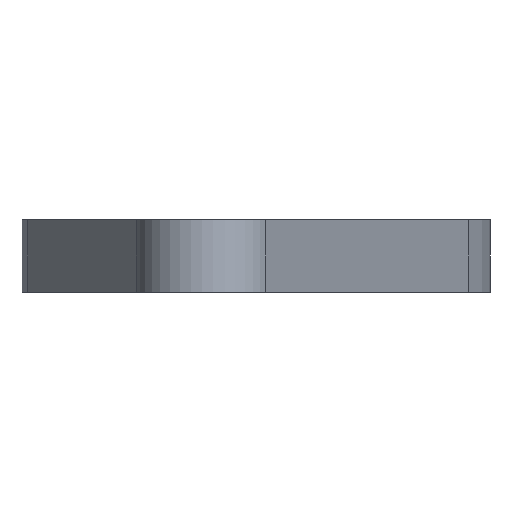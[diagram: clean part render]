
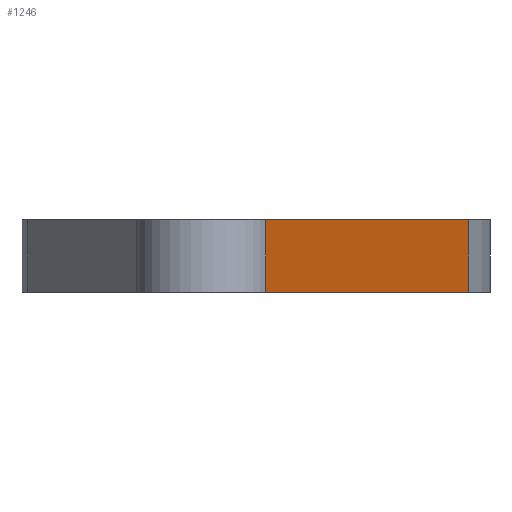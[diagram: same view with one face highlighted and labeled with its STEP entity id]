
A CAD part, left-side view. The second image highlights one B-rep face of the part: STEP entity #1246.
In plain terms, the highlighted planar face has unit normal (-0.422, -0.907, 0).
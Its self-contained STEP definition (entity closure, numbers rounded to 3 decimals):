
#308 = EDGE_CURVE ( 'NONE', #4415, #13726, #1341, .T. ) ;
#542 = VERTEX_POINT ( 'NONE', #2378 ) ;
#578 = EDGE_LOOP ( 'NONE', ( #14926, #10418, #6786, #14344 ) ) ;
#1167 = VECTOR ( 'NONE', #13939, 1000. ) ;
#1202 = DIRECTION ( 'NONE',  ( 0.907, -0.422, 0. ) ) ;
#1205 = DIRECTION ( 'NONE',  ( -0.422, -0.907, 0. ) ) ;
#1246 = ADVANCED_FACE ( 'NONE', ( #18910 ), #2843, .T. ) ;
#1341 = LINE ( 'NONE', #3718, #14493 ) ;
#2378 = CARTESIAN_POINT ( 'NONE',  ( -43.321, -1.661, -3. ) ) ;
#2843 = PLANE ( 'NONE',  #14960 ) ;
#3718 = CARTESIAN_POINT ( 'NONE',  ( -43.321, -1.661, 3. ) ) ;
#4100 = CARTESIAN_POINT ( 'NONE',  ( -43.321, -1.661, -3. ) ) ;
#4415 = VERTEX_POINT ( 'NONE', #10147 ) ;
#4614 = CARTESIAN_POINT ( 'NONE',  ( -43.321, -1.661, -3. ) ) ;
#6786 = ORIENTED_EDGE ( 'NONE', *, *, #25414, .F. ) ;
#8085 = VECTOR ( 'NONE', #22405, 1000. ) ;
#9329 = EDGE_CURVE ( 'NONE', #542, #22976, #20550, .T. ) ;
#10147 = CARTESIAN_POINT ( 'NONE',  ( -43.321, -1.661, 3. ) ) ;
#10418 = ORIENTED_EDGE ( 'NONE', *, *, #308, .F. ) ;
#11997 = CARTESIAN_POINT ( 'NONE',  ( -43.321, -1.661, -3. ) ) ;
#13116 = LINE ( 'NONE', #4100, #8085 ) ;
#13646 = CARTESIAN_POINT ( 'NONE',  ( -7.13, -18.504, 3. ) ) ;
#13726 = VERTEX_POINT ( 'NONE', #13646 ) ;
#13939 = DIRECTION ( 'NONE',  ( 0.907, -0.422, 0. ) ) ;
#14166 = DIRECTION ( 'NONE',  ( 0., 0., 1. ) ) ;
#14304 = CARTESIAN_POINT ( 'NONE',  ( -7.13, -18.504, -3. ) ) ;
#14344 = ORIENTED_EDGE ( 'NONE', *, *, #9329, .T. ) ;
#14493 = VECTOR ( 'NONE', #1202, 1000. ) ;
#14926 = ORIENTED_EDGE ( 'NONE', *, *, #26679, .T. ) ;
#14960 = AXIS2_PLACEMENT_3D ( 'NONE', #11997, #1205, #21886 ) ;
#18605 = CARTESIAN_POINT ( 'NONE',  ( -7.13, -18.504, -3. ) ) ;
#18805 = LINE ( 'NONE', #14304, #21601 ) ;
#18910 = FACE_OUTER_BOUND ( 'NONE', #578, .T. ) ;
#20550 = LINE ( 'NONE', #4614, #1167 ) ;
#21601 = VECTOR ( 'NONE', #14166, 1000. ) ;
#21886 = DIRECTION ( 'NONE',  ( -0.907, 0.422, 0. ) ) ;
#22405 = DIRECTION ( 'NONE',  ( 0., 0., 1. ) ) ;
#22976 = VERTEX_POINT ( 'NONE', #18605 ) ;
#25414 = EDGE_CURVE ( 'NONE', #542, #4415, #13116, .T. ) ;
#26679 = EDGE_CURVE ( 'NONE', #22976, #13726, #18805, .T. ) ;
